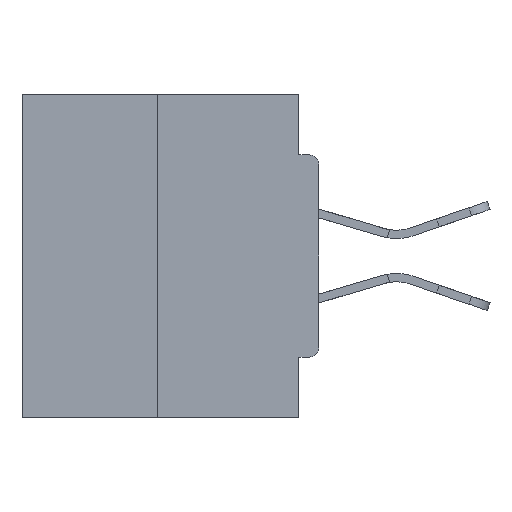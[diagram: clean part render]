
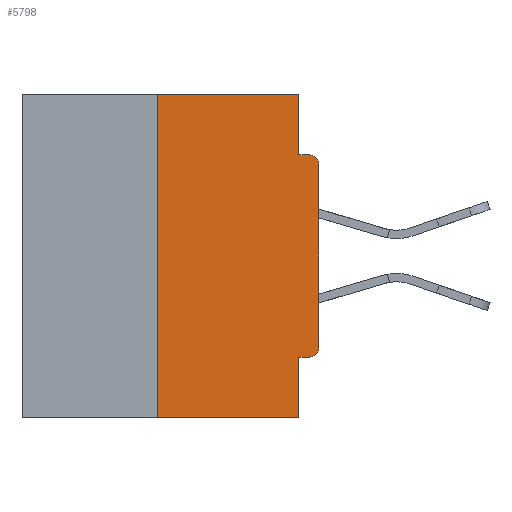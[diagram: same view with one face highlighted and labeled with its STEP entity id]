
A CAD part, left-side view. The second image highlights one B-rep face of the part: STEP entity #5798.
In plain terms, the highlighted planar face has unit normal (-1, 0, 0).
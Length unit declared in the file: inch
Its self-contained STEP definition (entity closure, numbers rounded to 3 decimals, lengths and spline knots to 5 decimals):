
#129 = ORIENTED_EDGE ( 'NONE', *, *, #4325, .F. ) ;
#159 = VERTEX_POINT ( 'NONE', #35030 ) ;
#321 = CARTESIAN_POINT ( 'NONE',  ( 0., 0.015, -0.4065 ) ) ;
#416 = DIRECTION ( 'NONE',  ( 0., -1., 0. ) ) ;
#606 = CARTESIAN_POINT ( 'NONE',  ( 0., 0.015, -0.1085 ) ) ;
#810 = DIRECTION ( 'NONE',  ( -1., 0., 0. ) ) ;
#1740 = ORIENTED_EDGE ( 'NONE', *, *, #28149, .T. ) ;
#2941 = VERTEX_POINT ( 'NONE', #321 ) ;
#3742 = VERTEX_POINT ( 'NONE', #18663 ) ;
#3950 = VECTOR ( 'NONE', #10044, 39.37008 ) ;
#4081 = ORIENTED_EDGE ( 'NONE', *, *, #23561, .F. ) ;
#4325 = EDGE_CURVE ( 'NONE', #32889, #33154, #18809, .T. ) ;
#5045 = EDGE_CURVE ( 'NONE', #3742, #159, #11466, .T. ) ;
#5086 = VECTOR ( 'NONE', #33277, 39.37008 ) ;
#5798 = ADVANCED_FACE ( 'NONE', ( #33799 ), #13173, .F. ) ;
#7185 = CARTESIAN_POINT ( 'NONE',  ( 0., 0., 0. ) ) ;
#7301 = EDGE_CURVE ( 'NONE', #2941, #16462, #10823, .T. ) ;
#7945 = CARTESIAN_POINT ( 'NONE',  ( 0., 0.015, -0.0935 ) ) ;
#8278 = CARTESIAN_POINT ( 'NONE',  ( 0., 0.031, 0. ) ) ;
#8444 = ORIENTED_EDGE ( 'NONE', *, *, #27147, .T. ) ;
#8633 = VERTEX_POINT ( 'NONE', #12850 ) ;
#10044 = DIRECTION ( 'NONE',  ( 0., 1., 0. ) ) ;
#10485 = EDGE_LOOP ( 'NONE', ( #21523, #4081, #1740, #35950, #13100, #8444, #28520, #13730, #129, #27991 ) ) ;
#10823 = LINE ( 'NONE', #33881, #3950 ) ;
#11213 = CARTESIAN_POINT ( 'NONE',  ( 0., 0.031, -0.5 ) ) ;
#11466 = LINE ( 'NONE', #7185, #26066 ) ;
#12532 = DIRECTION ( 'NONE',  ( -1., 0., 0. ) ) ;
#12657 = DIRECTION ( 'NONE',  ( 0., 0., -1. ) ) ;
#12850 = CARTESIAN_POINT ( 'NONE',  ( 0., 0.25, -0.5 ) ) ;
#13100 = ORIENTED_EDGE ( 'NONE', *, *, #7301, .F. ) ;
#13173 = PLANE ( 'NONE',  #27422 ) ;
#13301 = CARTESIAN_POINT ( 'NONE',  ( 0., 0.46, 0. ) ) ;
#13730 = ORIENTED_EDGE ( 'NONE', *, *, #30837, .T. ) ;
#14945 = DIRECTION ( 'NONE',  ( 0., -1., 0. ) ) ;
#15392 = CARTESIAN_POINT ( 'NONE',  ( 0., 0.015, -0.3915 ) ) ;
#15606 = DIRECTION ( 'NONE',  ( 0., 0., 1. ) ) ;
#16009 = CIRCLE ( 'NONE', #32792, 0.015 ) ;
#16127 = DIRECTION ( 'NONE',  ( 1., 0., 0. ) ) ;
#16311 = VECTOR ( 'NONE', #14945, 39.37008 ) ;
#16462 = VERTEX_POINT ( 'NONE', #25543 ) ;
#16531 = AXIS2_PLACEMENT_3D ( 'NONE', #606, #12532, #12657 ) ;
#18663 = CARTESIAN_POINT ( 'NONE',  ( 0., 0., -0.3915 ) ) ;
#18762 = VECTOR ( 'NONE', #21567, 39.37008 ) ;
#18809 = LINE ( 'NONE', #25836, #32095 ) ;
#20492 = VECTOR ( 'NONE', #22318, 39.37008 ) ;
#21065 = VERTEX_POINT ( 'NONE', #37768 ) ;
#21523 = ORIENTED_EDGE ( 'NONE', *, *, #29211, .F. ) ;
#21567 = DIRECTION ( 'NONE',  ( 0., 0., 1. ) ) ;
#21811 = EDGE_CURVE ( 'NONE', #16462, #22078, #37624, .T. ) ;
#22078 = VERTEX_POINT ( 'NONE', #30360 ) ;
#22318 = DIRECTION ( 'NONE',  ( 0., -1., 0. ) ) ;
#23024 = EDGE_CURVE ( 'NONE', #24001, #32889, #26566, .T. ) ;
#23561 = EDGE_CURVE ( 'NONE', #8633, #21065, #34295, .T. ) ;
#23616 = LINE ( 'NONE', #36911, #20492 ) ;
#24001 = VERTEX_POINT ( 'NONE', #8278 ) ;
#25543 = CARTESIAN_POINT ( 'NONE',  ( 0., 0.031, -0.4065 ) ) ;
#25729 = CIRCLE ( 'NONE', #16531, 0.015 ) ;
#25836 = CARTESIAN_POINT ( 'NONE',  ( 0., 0., -0.0935 ) ) ;
#26066 = VECTOR ( 'NONE', #15606, 39.37008 ) ;
#26566 = LINE ( 'NONE', #33020, #5086 ) ;
#27147 = EDGE_CURVE ( 'NONE', #2941, #3742, #16009, .T. ) ;
#27422 = AXIS2_PLACEMENT_3D ( 'NONE', #13301, #16127, #30919 ) ;
#27991 = ORIENTED_EDGE ( 'NONE', *, *, #23024, .F. ) ;
#28149 = EDGE_CURVE ( 'NONE', #8633, #22078, #23616, .T. ) ;
#28520 = ORIENTED_EDGE ( 'NONE', *, *, #5045, .T. ) ;
#29211 = EDGE_CURVE ( 'NONE', #21065, #24001, #32318, .T. ) ;
#30360 = CARTESIAN_POINT ( 'NONE',  ( 0., 0.031, -0.5 ) ) ;
#30837 = EDGE_CURVE ( 'NONE', #159, #33154, #25729, .T. ) ;
#30919 = DIRECTION ( 'NONE',  ( 0., 0., -1. ) ) ;
#31267 = VECTOR ( 'NONE', #34815, 39.37008 ) ;
#32095 = VECTOR ( 'NONE', #416, 39.37008 ) ;
#32318 = LINE ( 'NONE', #37678, #16311 ) ;
#32792 = AXIS2_PLACEMENT_3D ( 'NONE', #15392, #810, #36287 ) ;
#32889 = VERTEX_POINT ( 'NONE', #34262 ) ;
#33020 = CARTESIAN_POINT ( 'NONE',  ( 0., 0.031, 0. ) ) ;
#33154 = VERTEX_POINT ( 'NONE', #7945 ) ;
#33277 = DIRECTION ( 'NONE',  ( 0., 0., -1. ) ) ;
#33799 = FACE_OUTER_BOUND ( 'NONE', #10485, .T. ) ;
#33881 = CARTESIAN_POINT ( 'NONE',  ( 0., 0., -0.4065 ) ) ;
#34262 = CARTESIAN_POINT ( 'NONE',  ( 0., 0.031, -0.0935 ) ) ;
#34295 = LINE ( 'NONE', #36114, #18762 ) ;
#34815 = DIRECTION ( 'NONE',  ( 0., 0., -1. ) ) ;
#35030 = CARTESIAN_POINT ( 'NONE',  ( 0., 0., -0.1085 ) ) ;
#35950 = ORIENTED_EDGE ( 'NONE', *, *, #21811, .F. ) ;
#36114 = CARTESIAN_POINT ( 'NONE',  ( 0., 0.25, 0. ) ) ;
#36287 = DIRECTION ( 'NONE',  ( 0., 0., -1. ) ) ;
#36911 = CARTESIAN_POINT ( 'NONE',  ( 0., 0.46, -0.5 ) ) ;
#37624 = LINE ( 'NONE', #11213, #31267 ) ;
#37678 = CARTESIAN_POINT ( 'NONE',  ( 0., 0.46, 0. ) ) ;
#37768 = CARTESIAN_POINT ( 'NONE',  ( 0., 0.25, 0. ) ) ;
